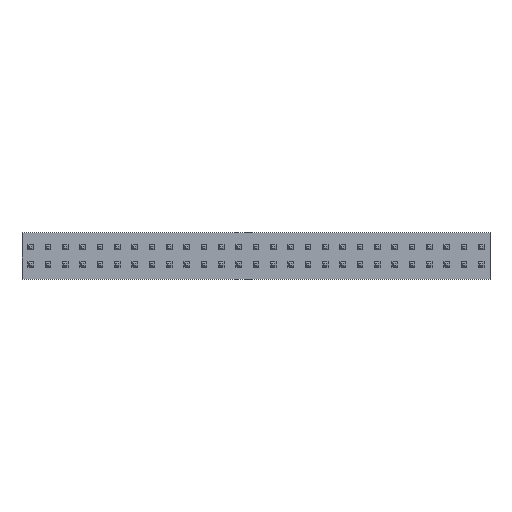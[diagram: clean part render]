
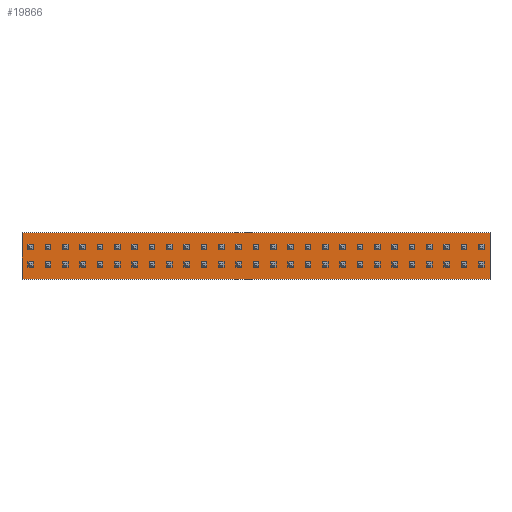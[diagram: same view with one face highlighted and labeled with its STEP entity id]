
A CAD part, top view. The second image highlights one B-rep face of the part: STEP entity #19866.
In plain terms, the highlighted face is planar.
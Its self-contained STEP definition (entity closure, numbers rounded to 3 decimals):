
#19734 = EDGE_CURVE('',#19735,#19737,#19739,.T.);
#19735 = VERTEX_POINT('',#19736);
#19736 = CARTESIAN_POINT('',(-17.145,1.778,-1.715));
#19737 = VERTEX_POINT('',#19738);
#19738 = CARTESIAN_POINT('',(-17.145,1.778,1.715));
#19739 = LINE('',#19740,#19741);
#19740 = CARTESIAN_POINT('',(-17.145,1.778,-1.715));
#19741 = VECTOR('',#19742,1.);
#19742 = DIRECTION('',(0.,0.,1.));
#19774 = EDGE_CURVE('',#19737,#19775,#19777,.T.);
#19775 = VERTEX_POINT('',#19776);
#19776 = CARTESIAN_POINT('',(17.145,1.778,1.715));
#19777 = LINE('',#19778,#19779);
#19778 = CARTESIAN_POINT('',(-17.145,1.778,1.715));
#19779 = VECTOR('',#19780,1.);
#19780 = DIRECTION('',(1.,0.,0.));
#19805 = EDGE_CURVE('',#19775,#19806,#19808,.T.);
#19806 = VERTEX_POINT('',#19807);
#19807 = CARTESIAN_POINT('',(17.145,1.778,-1.715));
#19808 = LINE('',#19809,#19810);
#19809 = CARTESIAN_POINT('',(17.145,1.778,1.715));
#19810 = VECTOR('',#19811,1.);
#19811 = DIRECTION('',(0.,0.,-1.));
#19836 = EDGE_CURVE('',#19806,#19735,#19837,.T.);
#19837 = LINE('',#19838,#19839);
#19838 = CARTESIAN_POINT('',(17.145,1.778,-1.715));
#19839 = VECTOR('',#19840,1.);
#19840 = DIRECTION('',(-1.,0.,0.));
#19866 = ADVANCED_FACE('',(#19867),#19873,.T.);
#19867 = FACE_BOUND('',#19868,.T.);
#19868 = EDGE_LOOP('',(#19869,#19870,#19871,#19872));
#19869 = ORIENTED_EDGE('',*,*,#19734,.T.);
#19870 = ORIENTED_EDGE('',*,*,#19774,.T.);
#19871 = ORIENTED_EDGE('',*,*,#19805,.T.);
#19872 = ORIENTED_EDGE('',*,*,#19836,.T.);
#19873 = PLANE('',#19874);
#19874 = AXIS2_PLACEMENT_3D('',#19875,#19876,#19877);
#19875 = CARTESIAN_POINT('',(0.,1.778,0.));
#19876 = DIRECTION('',(0.,1.,0.));
#19877 = DIRECTION('',(0.,-0.,1.));
